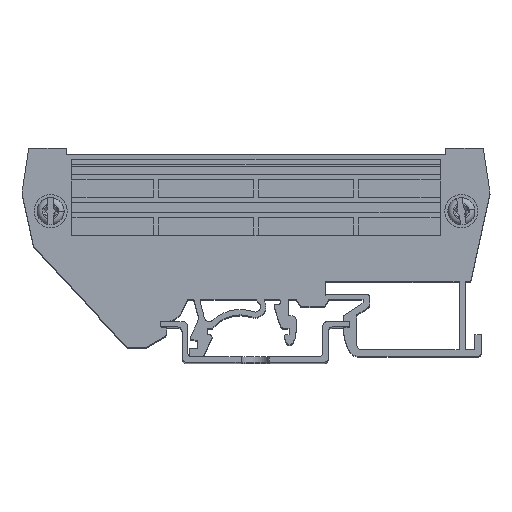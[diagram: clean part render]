
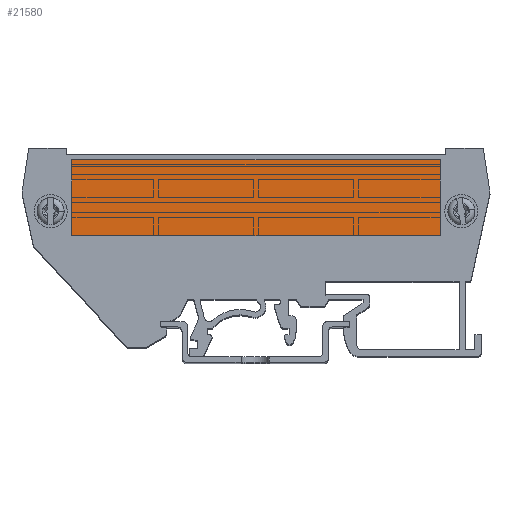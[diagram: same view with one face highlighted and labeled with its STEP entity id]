
A CAD part, top view. The second image highlights one B-rep face of the part: STEP entity #21580.
In plain terms, the highlighted planar face has unit normal (0, 0, 1).
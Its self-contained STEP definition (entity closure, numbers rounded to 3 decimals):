
#412 = LINE ( 'NONE', #531, #10282 ) ;
#531 = CARTESIAN_POINT ( 'NONE',  ( -34.267, -7.05, -0.5 ) ) ;
#2318 = VERTEX_POINT ( 'NONE', #12748 ) ;
#4906 = CARTESIAN_POINT ( 'NONE',  ( 33.733, -7.05, -0.5 ) ) ;
#6542 = VERTEX_POINT ( 'NONE', #21614 ) ;
#6553 = DIRECTION ( 'NONE',  ( 0., -1., 0. ) ) ;
#6783 = ORIENTED_EDGE ( 'NONE', *, *, #12769, .T. ) ;
#6961 = FACE_OUTER_BOUND ( 'NONE', #17332, .T. ) ;
#7457 = ORIENTED_EDGE ( 'NONE', *, *, #16593, .T. ) ;
#8557 = AXIS2_PLACEMENT_3D ( 'NONE', #25123, #23318, #17611 ) ;
#8772 = LINE ( 'NONE', #4906, #15252 ) ;
#8966 = CARTESIAN_POINT ( 'NONE',  ( -34.267, 6.95, -0.5 ) ) ;
#10282 = VECTOR ( 'NONE', #6553, 1000. ) ;
#10408 = CARTESIAN_POINT ( 'NONE',  ( -34.267, -7.05, -0.5 ) ) ;
#10616 = CARTESIAN_POINT ( 'NONE',  ( -34.267, -7.05, -0.5 ) ) ;
#10876 = DIRECTION ( 'NONE',  ( 1., 0., 0. ) ) ;
#11493 = CARTESIAN_POINT ( 'NONE',  ( -34.267, 6.95, -0.5 ) ) ;
#12748 = CARTESIAN_POINT ( 'NONE',  ( 33.733, -7.05, -0.5 ) ) ;
#12769 = EDGE_CURVE ( 'NONE', #25237, #24670, #412, .T. ) ;
#12886 = EDGE_CURVE ( 'NONE', #24670, #2318, #13937, .T. ) ;
#13937 = LINE ( 'NONE', #10616, #20675 ) ;
#15252 = VECTOR ( 'NONE', #18657, 1000. ) ;
#16593 = EDGE_CURVE ( 'NONE', #6542, #25237, #22125, .T. ) ;
#16627 = DIRECTION ( 'NONE',  ( -1., 0., 0. ) ) ;
#17332 = EDGE_LOOP ( 'NONE', ( #20559, #7457, #6783, #22867 ) ) ;
#17611 = DIRECTION ( 'NONE',  ( -1., 0., 0. ) ) ;
#18657 = DIRECTION ( 'NONE',  ( 0., 1., 0. ) ) ;
#19069 = VECTOR ( 'NONE', #16627, 1000. ) ;
#20559 = ORIENTED_EDGE ( 'NONE', *, *, #22251, .T. ) ;
#20675 = VECTOR ( 'NONE', #10876, 1000. ) ;
#21580 = ADVANCED_FACE ( 'NONE', ( #6961 ), #25034, .F. ) ;
#21614 = CARTESIAN_POINT ( 'NONE',  ( 33.733, 6.95, -0.5 ) ) ;
#22125 = LINE ( 'NONE', #8966, #19069 ) ;
#22251 = EDGE_CURVE ( 'NONE', #2318, #6542, #8772, .T. ) ;
#22867 = ORIENTED_EDGE ( 'NONE', *, *, #12886, .T. ) ;
#23318 = DIRECTION ( 'NONE',  ( 0., 0., -1. ) ) ;
#24670 = VERTEX_POINT ( 'NONE', #10408 ) ;
#25034 = PLANE ( 'NONE',  #8557 ) ;
#25123 = CARTESIAN_POINT ( 'NONE',  ( 33.733, 6.95, -0.5 ) ) ;
#25237 = VERTEX_POINT ( 'NONE', #11493 ) ;
